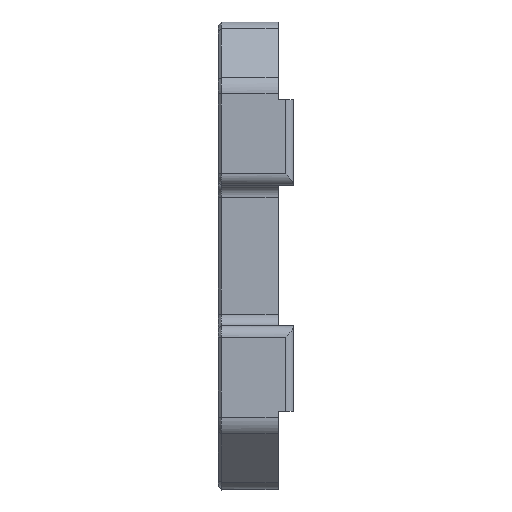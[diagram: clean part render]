
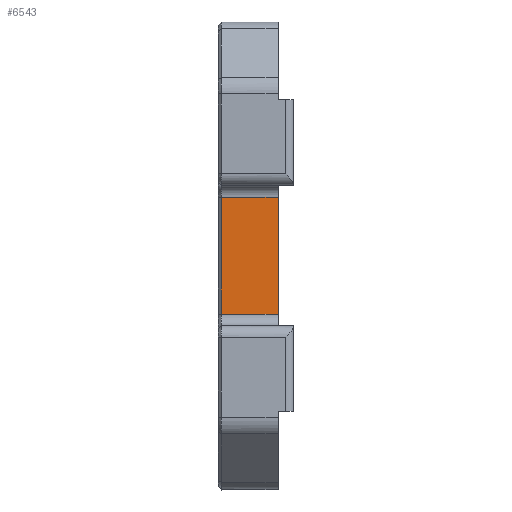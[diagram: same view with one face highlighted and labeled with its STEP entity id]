
A CAD part, top view. The second image highlights one B-rep face of the part: STEP entity #6543.
In plain terms, the highlighted planar face has unit normal (0, 0, 1).
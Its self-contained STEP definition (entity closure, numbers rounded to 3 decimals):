
#468 = PLANE('',#469);
#469 = AXIS2_PLACEMENT_3D('',#470,#471,#472);
#470 = CARTESIAN_POINT('',(-14.5,0.421,
    -67.126));
#471 = DIRECTION('',(1.,0.,0.));
#472 = DIRECTION('',(0.,1.,0.));
#2875 = VERTEX_POINT('',#2876);
#2876 = CARTESIAN_POINT('',(-21.81,7.5,
    -20.25));
#2890 = PLANE('',#2891);
#2891 = AXIS2_PLACEMENT_3D('',#2892,#2893,#2894);
#2892 = CARTESIAN_POINT('',(-22.005,7.5,
    -20.445));
#2893 = DIRECTION('',(0.707,0.,-0.707));
#2894 = DIRECTION('',(0.,1.,0.));
#2917 = CYLINDRICAL_SURFACE('',#2918,1.5);
#2918 = AXIS2_PLACEMENT_3D('',#2919,#2920,#2921);
#2919 = CARTESIAN_POINT('',(-22.2,7.5,
    -18.75));
#2920 = DIRECTION('',(-1.,0.,0.));
#2921 = DIRECTION('',(0.,1.,0.));
#3080 = VERTEX_POINT('',#3081);
#3081 = CARTESIAN_POINT('',(-21.81,-7.5,
    -20.25));
#3107 = EDGE_CURVE('',#2875,#3080,#3108,.T.);
#3108 = SURFACE_CURVE('',#3109,(#3113,#3120),.PCURVE_S1.);
#3109 = LINE('',#3110,#3111);
#3110 = CARTESIAN_POINT('',(-21.81,7.5,
    -20.25));
#3111 = VECTOR('',#3112,1.);
#3112 = DIRECTION('',(0.,-1.,0.));
#3113 = PCURVE('',#2890,#3114);
#3114 = DEFINITIONAL_REPRESENTATION('',(#3115),#3119);
#3115 = LINE('',#3116,#3117);
#3116 = CARTESIAN_POINT('',(0.,0.276));
#3117 = VECTOR('',#3118,1.);
#3118 = DIRECTION('',(-1.,0.));
#3119 = ( GEOMETRIC_REPRESENTATION_CONTEXT(2) 
PARAMETRIC_REPRESENTATION_CONTEXT() REPRESENTATION_CONTEXT('2D SPACE',''
  ) );
#3120 = PCURVE('',#3121,#3126);
#3121 = PLANE('',#3122);
#3122 = AXIS2_PLACEMENT_3D('',#3123,#3124,#3125);
#3123 = CARTESIAN_POINT('',(-22.2,7.5,
    -20.25));
#3124 = DIRECTION('',(0.,0.,-1.));
#3125 = DIRECTION('',(0.,-1.,0.));
#3126 = DEFINITIONAL_REPRESENTATION('',(#3127),#3131);
#3127 = LINE('',#3128,#3129);
#3128 = CARTESIAN_POINT('',(0.,-0.39));
#3129 = VECTOR('',#3130,1.);
#3130 = DIRECTION('',(1.,0.));
#3131 = ( GEOMETRIC_REPRESENTATION_CONTEXT(2) 
PARAMETRIC_REPRESENTATION_CONTEXT() REPRESENTATION_CONTEXT('2D SPACE',''
  ) );
#3312 = CYLINDRICAL_SURFACE('',#3313,1.5);
#3313 = AXIS2_PLACEMENT_3D('',#3314,#3315,#3316);
#3314 = CARTESIAN_POINT('',(-22.2,-7.5,
    -18.75));
#3315 = DIRECTION('',(-1.,0.,0.));
#3316 = DIRECTION('',(0.,1.,0.));
#6443 = EDGE_CURVE('',#2875,#6444,#6446,.T.);
#6444 = VERTEX_POINT('',#6445);
#6445 = CARTESIAN_POINT('',(-14.5,7.5,
    -20.25));
#6446 = SURFACE_CURVE('',#6447,(#6451,#6458),.PCURVE_S1.);
#6447 = LINE('',#6448,#6449);
#6448 = CARTESIAN_POINT('',(-22.2,7.5,
    -20.25));
#6449 = VECTOR('',#6450,1.);
#6450 = DIRECTION('',(1.,0.,0.));
#6451 = PCURVE('',#2917,#6452);
#6452 = DEFINITIONAL_REPRESENTATION('',(#6453),#6457);
#6453 = LINE('',#6454,#6455);
#6454 = CARTESIAN_POINT('',(1.571,0.));
#6455 = VECTOR('',#6456,1.);
#6456 = DIRECTION('',(0.,-1.));
#6457 = ( GEOMETRIC_REPRESENTATION_CONTEXT(2) 
PARAMETRIC_REPRESENTATION_CONTEXT() REPRESENTATION_CONTEXT('2D SPACE',''
  ) );
#6458 = PCURVE('',#3121,#6459);
#6459 = DEFINITIONAL_REPRESENTATION('',(#6460),#6464);
#6460 = LINE('',#6461,#6462);
#6461 = CARTESIAN_POINT('',(0.,0.));
#6462 = VECTOR('',#6463,1.);
#6463 = DIRECTION('',(0.,-1.));
#6464 = ( GEOMETRIC_REPRESENTATION_CONTEXT(2) 
PARAMETRIC_REPRESENTATION_CONTEXT() REPRESENTATION_CONTEXT('2D SPACE',''
  ) );
#6543 = ADVANCED_FACE('',(#6544),#3121,.F.);
#6544 = FACE_BOUND('',#6545,.F.);
#6545 = EDGE_LOOP('',(#6546,#6569,#6570,#6571));
#6546 = ORIENTED_EDGE('',*,*,#6547,.F.);
#6547 = EDGE_CURVE('',#3080,#6548,#6550,.T.);
#6548 = VERTEX_POINT('',#6549);
#6549 = CARTESIAN_POINT('',(-14.5,-7.5,
    -20.25));
#6550 = SURFACE_CURVE('',#6551,(#6555,#6562),.PCURVE_S1.);
#6551 = LINE('',#6552,#6553);
#6552 = CARTESIAN_POINT('',(-22.2,-7.5,
    -20.25));
#6553 = VECTOR('',#6554,1.);
#6554 = DIRECTION('',(1.,0.,0.));
#6555 = PCURVE('',#3121,#6556);
#6556 = DEFINITIONAL_REPRESENTATION('',(#6557),#6561);
#6557 = LINE('',#6558,#6559);
#6558 = CARTESIAN_POINT('',(15.,0.));
#6559 = VECTOR('',#6560,1.);
#6560 = DIRECTION('',(0.,-1.));
#6561 = ( GEOMETRIC_REPRESENTATION_CONTEXT(2) 
PARAMETRIC_REPRESENTATION_CONTEXT() REPRESENTATION_CONTEXT('2D SPACE',''
  ) );
#6562 = PCURVE('',#3312,#6563);
#6563 = DEFINITIONAL_REPRESENTATION('',(#6564),#6568);
#6564 = LINE('',#6565,#6566);
#6565 = CARTESIAN_POINT('',(1.571,0.));
#6566 = VECTOR('',#6567,1.);
#6567 = DIRECTION('',(0.,-1.));
#6568 = ( GEOMETRIC_REPRESENTATION_CONTEXT(2) 
PARAMETRIC_REPRESENTATION_CONTEXT() REPRESENTATION_CONTEXT('2D SPACE',''
  ) );
#6569 = ORIENTED_EDGE('',*,*,#3107,.F.);
#6570 = ORIENTED_EDGE('',*,*,#6443,.T.);
#6571 = ORIENTED_EDGE('',*,*,#6572,.F.);
#6572 = EDGE_CURVE('',#6548,#6444,#6573,.T.);
#6573 = SURFACE_CURVE('',#6574,(#6578,#6585),.PCURVE_S1.);
#6574 = LINE('',#6575,#6576);
#6575 = CARTESIAN_POINT('',(-14.5,3.96,
    -20.25));
#6576 = VECTOR('',#6577,1.);
#6577 = DIRECTION('',(0.,1.,0.));
#6578 = PCURVE('',#3121,#6579);
#6579 = DEFINITIONAL_REPRESENTATION('',(#6580),#6584);
#6580 = LINE('',#6581,#6582);
#6581 = CARTESIAN_POINT('',(3.54,-7.7));
#6582 = VECTOR('',#6583,1.);
#6583 = DIRECTION('',(-1.,0.));
#6584 = ( GEOMETRIC_REPRESENTATION_CONTEXT(2) 
PARAMETRIC_REPRESENTATION_CONTEXT() REPRESENTATION_CONTEXT('2D SPACE',''
  ) );
#6585 = PCURVE('',#468,#6586);
#6586 = DEFINITIONAL_REPRESENTATION('',(#6587),#6591);
#6587 = LINE('',#6588,#6589);
#6588 = CARTESIAN_POINT('',(3.54,46.876));
#6589 = VECTOR('',#6590,1.);
#6590 = DIRECTION('',(1.,0.));
#6591 = ( GEOMETRIC_REPRESENTATION_CONTEXT(2) 
PARAMETRIC_REPRESENTATION_CONTEXT() REPRESENTATION_CONTEXT('2D SPACE',''
  ) );
